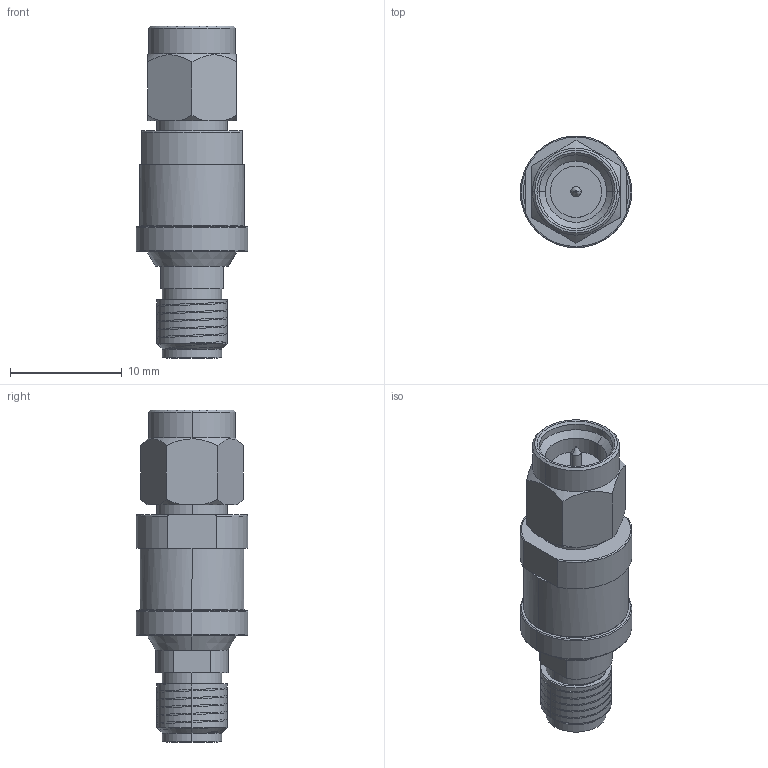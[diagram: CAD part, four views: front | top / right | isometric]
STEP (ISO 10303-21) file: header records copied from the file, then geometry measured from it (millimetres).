
FILE_DESCRIPTION (( 'STEP AP214' ), '1' );
FILE_NAME ('FMAT7487-7_3D.step', '2024-01-26T19:23:20', ( '' ), ( '' ), 'SwSTEP 2.0', 'SolidWorks 2022', '' );
FILE_SCHEMA (( 'AUTOMOTIVE_DESIGN' ));
Length unit declared in the file: inch
Products named in the file (2): FMAT7487-7_3D; Copy of FMAT7487_MA1^FMAT7487-7
Assembly tree (1 placements, depth 2):
  FMAT7487-7_3D
    Copy of FMAT7487_MA1^FMAT7487-7
Bounding box: 10 x 10 x 29.75 mm (x, y, z)
Volume: 2828.3 mm3; surface area: 2360.5 mm2
Topology: 2 solids, 2 shells, 219 faces, 505 edges, 310 vertices
Faces by surface type: cylinder 91, plane 58, cone 52, torus 16, bspline 2
Entity records: 7288 total; most frequent: CARTESIAN_POINT 2352, DIRECTION 1051, ORIENTED_EDGE 1002, EDGE_CURVE 501, AXIS2_PLACEMENT_3D 433, VERTEX_POINT 310, EDGE_LOOP 243, FACE_OUTER_BOUND 219
